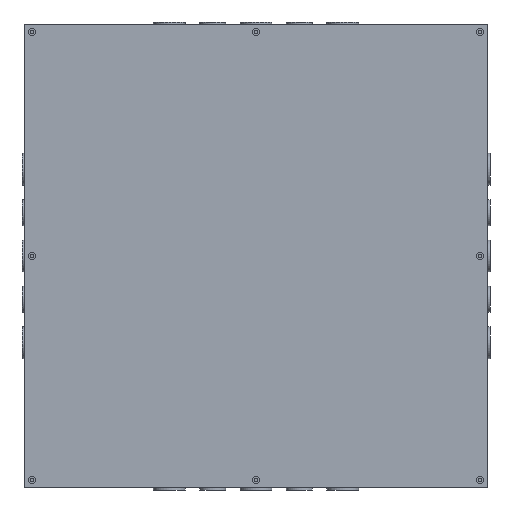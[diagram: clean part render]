
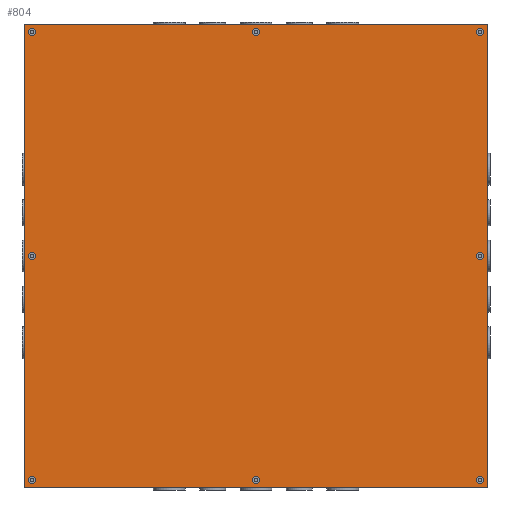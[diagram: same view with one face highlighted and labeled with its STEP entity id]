
A CAD part, front view. The second image highlights one B-rep face of the part: STEP entity #804.
In plain terms, the highlighted planar face has unit normal (0, -1, 0).
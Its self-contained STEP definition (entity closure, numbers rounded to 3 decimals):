
#804 = ADVANCED_FACE( '', ( #1834, #1835, #1836, #1837, #1838, #1839, #1840, #1841, #1842 ), #1843, .T. );
#1834 = FACE_BOUND( '', #3138, .T. );
#1835 = FACE_BOUND( '', #3139, .T. );
#1836 = FACE_BOUND( '', #3140, .T. );
#1837 = FACE_BOUND( '', #3141, .T. );
#1838 = FACE_BOUND( '', #3142, .T. );
#1839 = FACE_BOUND( '', #3143, .T. );
#1840 = FACE_BOUND( '', #3144, .T. );
#1841 = FACE_BOUND( '', #3145, .T. );
#1842 = FACE_OUTER_BOUND( '', #3146, .T. );
#1843 = PLANE( '', #3147 );
#3138 = EDGE_LOOP( '', ( #5185 ) );
#3139 = EDGE_LOOP( '', ( #5186 ) );
#3140 = EDGE_LOOP( '', ( #5187 ) );
#3141 = EDGE_LOOP( '', ( #5188 ) );
#3142 = EDGE_LOOP( '', ( #5189 ) );
#3143 = EDGE_LOOP( '', ( #5190 ) );
#3144 = EDGE_LOOP( '', ( #5191 ) );
#3145 = EDGE_LOOP( '', ( #5192 ) );
#3146 = EDGE_LOOP( '', ( #5193, #5194, #5195, #5196 ) );
#3147 = AXIS2_PLACEMENT_3D( '', #5197, #5198, #5199 );
#5185 = ORIENTED_EDGE( '', *, *, #7028, .T. );
#5186 = ORIENTED_EDGE( '', *, *, #7278, .T. );
#5187 = ORIENTED_EDGE( '', *, *, #6638, .T. );
#5188 = ORIENTED_EDGE( '', *, *, #7279, .T. );
#5189 = ORIENTED_EDGE( '', *, *, #7280, .T. );
#5190 = ORIENTED_EDGE( '', *, *, #7281, .T. );
#5191 = ORIENTED_EDGE( '', *, *, #7282, .T. );
#5192 = ORIENTED_EDGE( '', *, *, #7080, .T. );
#5193 = ORIENTED_EDGE( '', *, *, #7283, .T. );
#5194 = ORIENTED_EDGE( '', *, *, #6721, .T. );
#5195 = ORIENTED_EDGE( '', *, *, #6980, .T. );
#5196 = ORIENTED_EDGE( '', *, *, #7284, .T. );
#5197 = CARTESIAN_POINT( '', ( 0., 0., 0. ) );
#5198 = DIRECTION( '', ( 0., -1., 0. ) );
#5199 = DIRECTION( '', ( 0., 0., -1. ) );
#6638 = EDGE_CURVE( '', #7681, #7681, #7682, .T. );
#6721 = EDGE_CURVE( '', #7825, #7826, #7827, .T. );
#6980 = EDGE_CURVE( '', #7826, #8267, #8268, .T. );
#7028 = EDGE_CURVE( '', #8339, #8339, #8340, .T. );
#7080 = EDGE_CURVE( '', #8422, #8422, #8423, .T. );
#7278 = EDGE_CURVE( '', #8709, #8709, #8710, .T. );
#7279 = EDGE_CURVE( '', #8711, #8711, #8712, .T. );
#7280 = EDGE_CURVE( '', #8713, #8713, #8714, .T. );
#7281 = EDGE_CURVE( '', #8715, #8715, #8716, .T. );
#7282 = EDGE_CURVE( '', #8717, #8717, #8718, .T. );
#7283 = EDGE_CURVE( '', #8719, #7825, #8720, .T. );
#7284 = EDGE_CURVE( '', #8267, #8719, #8721, .T. );
#7681 = VERTEX_POINT( '', #9212 );
#7682 = CIRCLE( '', #9213, 3.962 );
#7825 = VERTEX_POINT( '', #9415 );
#7826 = VERTEX_POINT( '', #9416 );
#7827 = LINE( '', #9417, #9418 );
#8267 = VERTEX_POINT( '', #10070 );
#8268 = LINE( '', #10071, #10072 );
#8339 = VERTEX_POINT( '', #10164 );
#8340 = CIRCLE( '', #10165, 3.962 );
#8422 = VERTEX_POINT( '', #10282 );
#8423 = CIRCLE( '', #10283, 3.962 );
#8709 = VERTEX_POINT( '', #10665 );
#8710 = CIRCLE( '', #10666, 3.962 );
#8711 = VERTEX_POINT( '', #10667 );
#8712 = CIRCLE( '', #10668, 3.962 );
#8713 = VERTEX_POINT( '', #10669 );
#8714 = CIRCLE( '', #10670, 3.962 );
#8715 = VERTEX_POINT( '', #10671 );
#8716 = CIRCLE( '', #10672, 3.962 );
#8717 = VERTEX_POINT( '', #10673 );
#8718 = CIRCLE( '', #10674, 3.962 );
#8719 = VERTEX_POINT( '', #10675 );
#8720 = LINE( '', #10676, #10677 );
#8721 = LINE( '', #10678, #10679 );
#9212 = CARTESIAN_POINT( '', ( 250.038, 0., -246.075 ) );
#9213 = AXIS2_PLACEMENT_3D( '', #11242, #11243, #11244 );
#9415 = CARTESIAN_POINT( '', ( -254., 0., -254. ) );
#9416 = CARTESIAN_POINT( '', ( 254., 0., -254. ) );
#9417 = CARTESIAN_POINT( '', ( -254., 0., -254. ) );
#9418 = VECTOR( '', #11341, 1000. );
#10070 = CARTESIAN_POINT( '', ( 254., 0., 254. ) );
#10071 = CARTESIAN_POINT( '', ( 254., 0., -254. ) );
#10072 = VECTOR( '', #11643, 1000. );
#10164 = CARTESIAN_POINT( '', ( 250.038, 0., 246.075 ) );
#10165 = AXIS2_PLACEMENT_3D( '', #11695, #11696, #11697 );
#10282 = CARTESIAN_POINT( '', ( -242.113, 0., -246.075 ) );
#10283 = AXIS2_PLACEMENT_3D( '', #11760, #11761, #11762 );
#10665 = CARTESIAN_POINT( '', ( 250.038, 0., 0. ) );
#10666 = AXIS2_PLACEMENT_3D( '', #11988, #11989, #11990 );
#10667 = CARTESIAN_POINT( '', ( 3.962, 0., 246.075 ) );
#10668 = AXIS2_PLACEMENT_3D( '', #11991, #11992, #11993 );
#10669 = CARTESIAN_POINT( '', ( 3.962, 0., -246.075 ) );
#10670 = AXIS2_PLACEMENT_3D( '', #11994, #11995, #11996 );
#10671 = CARTESIAN_POINT( '', ( -242.113, 0., 246.075 ) );
#10672 = AXIS2_PLACEMENT_3D( '', #11997, #11998, #11999 );
#10673 = CARTESIAN_POINT( '', ( -242.113, 0., 0. ) );
#10674 = AXIS2_PLACEMENT_3D( '', #12000, #12001, #12002 );
#10675 = CARTESIAN_POINT( '', ( -254., 0., 254. ) );
#10676 = CARTESIAN_POINT( '', ( -254., 0., 254. ) );
#10677 = VECTOR( '', #12003, 1000. );
#10678 = CARTESIAN_POINT( '', ( 254., 0., 254. ) );
#10679 = VECTOR( '', #12004, 1000. );
#11242 = CARTESIAN_POINT( '', ( 246.075, 0., -246.075 ) );
#11243 = DIRECTION( '', ( 0., 1., 0. ) );
#11244 = DIRECTION( '', ( 1., 0., 0. ) );
#11341 = DIRECTION( '', ( 1., 0., 0. ) );
#11643 = DIRECTION( '', ( 0., 0., 1. ) );
#11695 = CARTESIAN_POINT( '', ( 246.075, 0., 246.075 ) );
#11696 = DIRECTION( '', ( 0., 1., 0. ) );
#11697 = DIRECTION( '', ( 1., 0., 0. ) );
#11760 = CARTESIAN_POINT( '', ( -246.075, 0., -246.075 ) );
#11761 = DIRECTION( '', ( 0., 1., 0. ) );
#11762 = DIRECTION( '', ( 1., 0., 0. ) );
#11988 = CARTESIAN_POINT( '', ( 246.075, 0., 0. ) );
#11989 = DIRECTION( '', ( 0., 1., 0. ) );
#11990 = DIRECTION( '', ( 1., 0., 0. ) );
#11991 = CARTESIAN_POINT( '', ( 0., 0., 246.075 ) );
#11992 = DIRECTION( '', ( 0., 1., 0. ) );
#11993 = DIRECTION( '', ( 1., 0., 0. ) );
#11994 = CARTESIAN_POINT( '', ( 0., 0., -246.075 ) );
#11995 = DIRECTION( '', ( 0., 1., 0. ) );
#11996 = DIRECTION( '', ( 1., 0., 0. ) );
#11997 = CARTESIAN_POINT( '', ( -246.075, 0., 246.075 ) );
#11998 = DIRECTION( '', ( 0., 1., 0. ) );
#11999 = DIRECTION( '', ( 1., 0., 0. ) );
#12000 = CARTESIAN_POINT( '', ( -246.075, 0., 0. ) );
#12001 = DIRECTION( '', ( 0., 1., 0. ) );
#12002 = DIRECTION( '', ( 1., 0., 0. ) );
#12003 = DIRECTION( '', ( 0., 0., -1. ) );
#12004 = DIRECTION( '', ( -1., 0., 0. ) );
